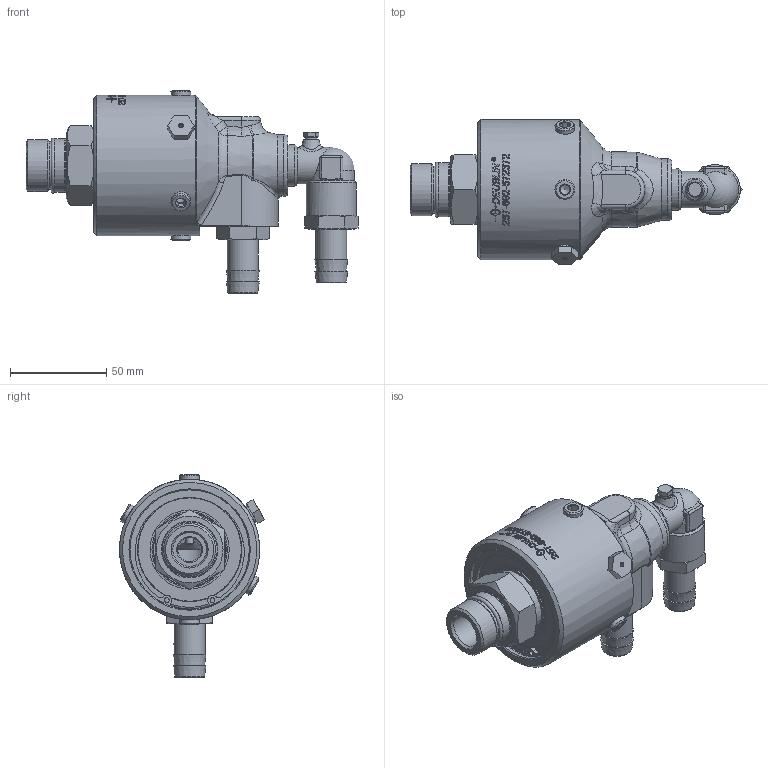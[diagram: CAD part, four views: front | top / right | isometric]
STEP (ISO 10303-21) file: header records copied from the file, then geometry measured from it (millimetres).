
FILE_DESCRIPTION((''),'2;1');
FILE_NAME('257-692-572372-IC.stp','2013-01-04T14:38:53',('cdunkel'),(''),'Autodesk Inventor 2011','Autodesk Inventor 2011','');
FILE_SCHEMA(('AUTOMOTIVE_DESIGN { 1 2 10303 214 0 1 1 1 }'));
Length unit declared in the file: millimetre
Products named in the file (1): 257-692-572372-IC
Bounding box: 172.56 x 75.43 x 105.5 mm (x, y, z)
Volume: 311048.5 mm3; surface area: 59592.2 mm2
Topology: 2 solids, 8 shells, 778 faces, 1951 edges, 1244 vertices
Faces by surface type: plane 348, bspline 184, cylinder 117, cone 97, torus 19, sphere 13
Full cylindrical faces by diameter (mm): 2.5 x3, 3.12 x2, 3.621 x1, 4 x1, 4.152 x1, 5 x1, 5.9 x1, 6.3 x4, 6.4 x1, 8.376 x1, 10.268 x1, 12 x2, 12.5 x2, 15.8 x1, 16 x2, 17.5 x1, 17.6 x2, 18.25 x1, 18.631 x4, 19 x1, 23 x2, 24.6 x2, 25.4 x1, 26 x1, 27 x1, 27.8 x1, 28 x1, 32 x1, 34.7 x1, 41.2 x1
Entity records: 26969 total; most frequent: CARTESIAN_POINT 9808, ORIENTED_EDGE 3576, DIRECTION 3131, EDGE_CURVE 1788, AXIS2_PLACEMENT_3D 1280, VERTEX_POINT 1196, EDGE_LOOP 970, FACE_OUTER_BOUND 778
